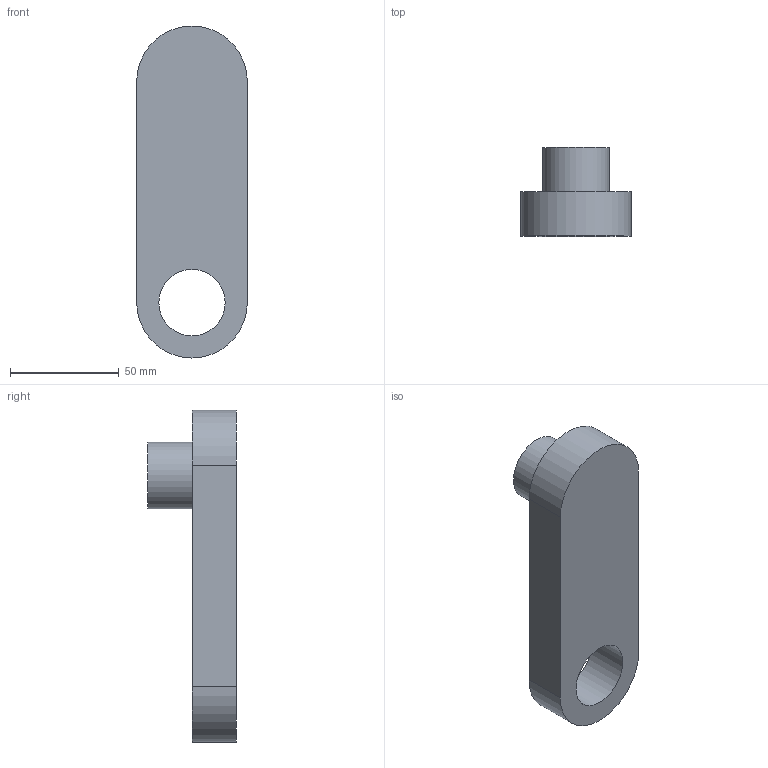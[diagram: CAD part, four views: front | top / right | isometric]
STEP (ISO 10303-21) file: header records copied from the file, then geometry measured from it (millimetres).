
FILE_DESCRIPTION(/* description */ ('STEP AP214'),/* implementation_level */ '2;1');
FILE_NAME(/* name */ '66e63fbf3900420a6ea35c98',/* time_stamp */ '2024-09-15T02:00:32Z',/* author */ (''),/* organization */ (''),/* preprocessor_version */ 'ST-DEVELOPER v20',/* originating_system */ ' ',/* authorisation */ ' ');
FILE_SCHEMA (('AUTOMOTIVE_DESIGN {1 0 10303 214 3 1 1}'));
Length unit declared in the file: metre
Products named in the file (1): Part 2
Bounding box: 50.8 x 40.64 x 152.4 mm (x, y, z)
Volume: 146062.4 mm3; surface area: 24180.4 mm2
Topology: 1 solids, 1 shells, 9 faces, 18 edges, 12 vertices
Faces by surface type: plane 5, cylinder 4
Full cylindrical faces by diameter (mm): 30.48 x2
Entity records: 264 total; most frequent: DIRECTION 44, CARTESIAN_POINT 38, ORIENTED_EDGE 32, AXIS2_PLACEMENT_3D 18, EDGE_CURVE 16, EDGE_LOOP 14, FACE_BOUND 14, VERTEX_POINT 12
